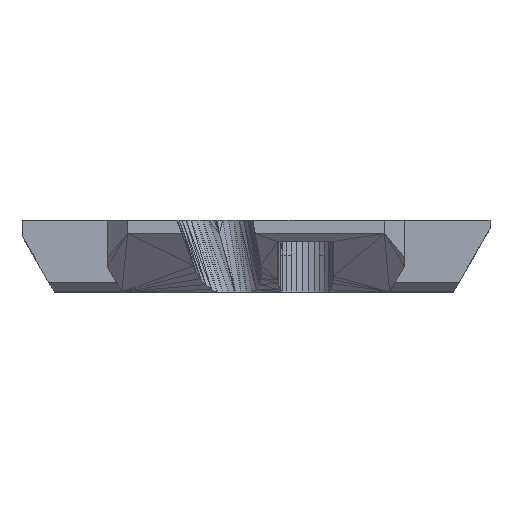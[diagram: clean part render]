
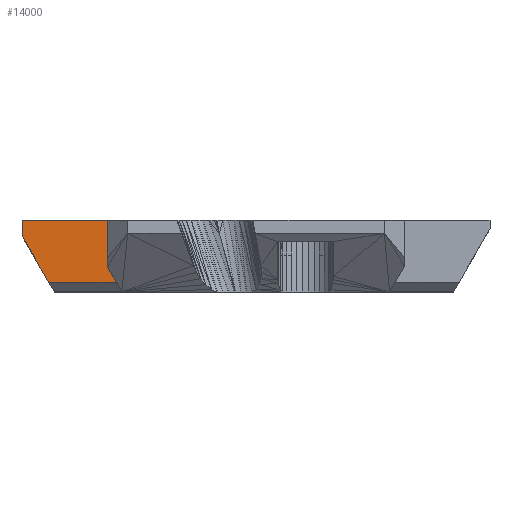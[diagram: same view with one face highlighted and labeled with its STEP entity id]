
A CAD part, front view. The second image highlights one B-rep face of the part: STEP entity #14000.
In plain terms, the highlighted planar face has unit normal (0, -1, 0).
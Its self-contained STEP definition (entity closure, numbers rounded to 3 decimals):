
#284=FACE_OUTER_BOUND('',#1132,.T.);
#1132=EDGE_LOOP('',(#10157,#10158,#10159,#10160,#10161,#10162,#10163));
#2265=LINE('',#20254,#4259);
#2267=LINE('',#20258,#4261);
#2333=LINE('',#20390,#4327);
#2418=LINE('',#20559,#4412);
#2419=LINE('',#20560,#4413);
#2420=LINE('',#20562,#4414);
#2421=LINE('',#20563,#4415);
#4259=VECTOR('',#16384,1.);
#4261=VECTOR('',#16388,1.);
#4327=VECTOR('',#16496,1.);
#4412=VECTOR('',#16655,1.);
#4413=VECTOR('',#16656,1.);
#4414=VECTOR('',#16657,1.);
#4415=VECTOR('',#16658,1.);
#6090=VERTEX_POINT('',#20251);
#6091=VERTEX_POINT('',#20253);
#6092=VERTEX_POINT('',#20257);
#6137=VERTEX_POINT('',#20389);
#6183=VERTEX_POINT('',#20557);
#6184=VERTEX_POINT('',#20558);
#6185=VERTEX_POINT('',#20561);
#7436=EDGE_CURVE('',#6090,#6091,#2265,.T.);
#7438=EDGE_CURVE('',#6091,#6092,#2267,.T.);
#7504=EDGE_CURVE('',#6090,#6137,#2333,.T.);
#7589=EDGE_CURVE('',#6183,#6184,#2418,.T.);
#7590=EDGE_CURVE('',#6184,#6092,#2419,.T.);
#7591=EDGE_CURVE('',#6137,#6185,#2420,.T.);
#7592=EDGE_CURVE('',#6185,#6183,#2421,.T.);
#10157=ORIENTED_EDGE('',*,*,#7589,.T.);
#10158=ORIENTED_EDGE('',*,*,#7590,.T.);
#10159=ORIENTED_EDGE('',*,*,#7438,.F.);
#10160=ORIENTED_EDGE('',*,*,#7436,.F.);
#10161=ORIENTED_EDGE('',*,*,#7504,.T.);
#10162=ORIENTED_EDGE('',*,*,#7591,.T.);
#10163=ORIENTED_EDGE('',*,*,#7592,.T.);
#13157=PLANE('',#14872);
#14000=ADVANCED_FACE('',(#284),#13157,.T.);
#14872=AXIS2_PLACEMENT_3D('',#20556,#16653,#16654);
#16384=DIRECTION('',(0.,0.,1.));
#16388=DIRECTION('',(1.,0.,0.));
#16496=DIRECTION('',(0.5,0.,-0.866));
#16653=DIRECTION('center_axis',(0.,-1.,0.));
#16654=DIRECTION('ref_axis',(0.,0.,-1.));
#16655=DIRECTION('',(0.707,0.,0.707));
#16656=DIRECTION('',(0.,0.,1.));
#16657=DIRECTION('',(1.,0.,0.));
#16658=DIRECTION('',(0.,0.,1.));
#20251=CARTESIAN_POINT('',(-33.25,-3.,-160.866));
#20253=CARTESIAN_POINT('',(-33.25,-3.,-159.1));
#20254=CARTESIAN_POINT('',(-33.25,-3.,-160.866));
#20257=CARTESIAN_POINT('',(-12.75,-3.,-159.1));
#20258=CARTESIAN_POINT('',(-33.25,-3.,-159.1));
#20389=CARTESIAN_POINT('',(-30.286,-3.,-166.));
#20390=CARTESIAN_POINT('',(-33.25,-3.,-160.866));
#20556=CARTESIAN_POINT('Origin',(-33.25,-3.,-160.866));
#20557=CARTESIAN_POINT('',(-15.75,-3.,-165.887));
#20558=CARTESIAN_POINT('',(-12.75,-3.,-162.887));
#20559=CARTESIAN_POINT('',(-15.75,-3.,-165.887));
#20560=CARTESIAN_POINT('',(-12.75,-3.,-162.887));
#20561=CARTESIAN_POINT('',(-15.75,-3.,-166.));
#20562=CARTESIAN_POINT('',(-30.286,-3.,-166.));
#20563=CARTESIAN_POINT('',(-15.75,-3.,-166.));
